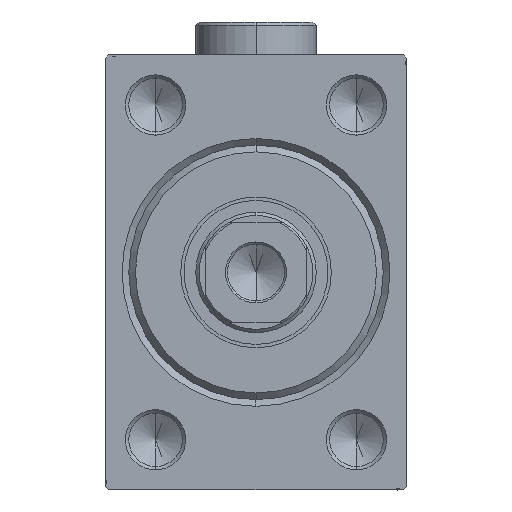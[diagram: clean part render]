
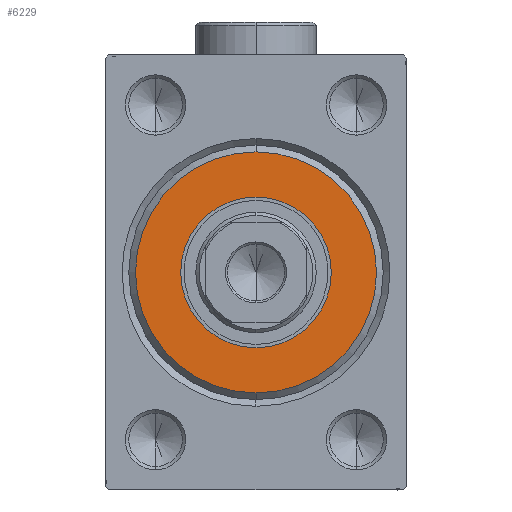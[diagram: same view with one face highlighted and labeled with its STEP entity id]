
A CAD part, left-side view. The second image highlights one B-rep face of the part: STEP entity #6229.
In plain terms, the highlighted face is planar.
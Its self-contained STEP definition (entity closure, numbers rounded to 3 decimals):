
#1581 = EDGE_CURVE ( 'NONE', #6507, #14396, #39738, .T. ) ;
#2839 = EDGE_CURVE ( 'NONE', #22288, #37226, #19921, .T. ) ;
#3142 = ORIENTED_EDGE ( 'NONE', *, *, #2839, .F. ) ;
#3346 = CARTESIAN_POINT ( 'NONE',  ( 3., 0., -18. ) ) ;
#6229 = ADVANCED_FACE ( 'NONE', ( #37606, #34384 ), #31123, .T. ) ;
#6507 = VERTEX_POINT ( 'NONE', #3346 ) ;
#8994 = DIRECTION ( 'NONE',  ( 0., 0., -1. ) ) ;
#10182 = CARTESIAN_POINT ( 'NONE',  ( 3., 0., 18. ) ) ;
#10363 = DIRECTION ( 'NONE',  ( 1., 0., 0. ) ) ;
#10780 = CIRCLE ( 'NONE', #16687, 18. ) ;
#13250 = AXIS2_PLACEMENT_3D ( 'NONE', #30194, #33890, #8994 ) ;
#13631 = AXIS2_PLACEMENT_3D ( 'NONE', #19559, #27358, #19324 ) ;
#14396 = VERTEX_POINT ( 'NONE', #10182 ) ;
#16687 = AXIS2_PLACEMENT_3D ( 'NONE', #18974, #22662, #36947 ) ;
#17630 = EDGE_LOOP ( 'NONE', ( #21102, #19702 ) ) ;
#18974 = CARTESIAN_POINT ( 'NONE',  ( 3., 0., 0. ) ) ;
#19324 = DIRECTION ( 'NONE',  ( 0., 0., -1. ) ) ;
#19559 = CARTESIAN_POINT ( 'NONE',  ( 3., 0., 0. ) ) ;
#19702 = ORIENTED_EDGE ( 'NONE', *, *, #1581, .T. ) ;
#19921 = CIRCLE ( 'NONE', #37581, 11.25 ) ;
#20097 = CARTESIAN_POINT ( 'NONE',  ( 3., 0., 0. ) ) ;
#21102 = ORIENTED_EDGE ( 'NONE', *, *, #41655, .T. ) ;
#22033 = DIRECTION ( 'NONE',  ( 1., 0., 0. ) ) ;
#22288 = VERTEX_POINT ( 'NONE', #29010 ) ;
#22662 = DIRECTION ( 'NONE',  ( 1., 0., 0. ) ) ;
#25957 = CARTESIAN_POINT ( 'NONE',  ( 3., 0., 11.25 ) ) ;
#27358 = DIRECTION ( 'NONE',  ( 1., 0., 0. ) ) ;
#29010 = CARTESIAN_POINT ( 'NONE',  ( 3., 0., -11.25 ) ) ;
#29181 = DIRECTION ( 'NONE',  ( 0., 0., -1. ) ) ;
#30194 = CARTESIAN_POINT ( 'NONE',  ( 3., 0., 0. ) ) ;
#31123 = PLANE ( 'NONE',  #40641 ) ;
#32632 = CARTESIAN_POINT ( 'NONE',  ( 3., 0., 0. ) ) ;
#33890 = DIRECTION ( 'NONE',  ( 1., 0., 0. ) ) ;
#34384 = FACE_BOUND ( 'NONE', #44156, .T. ) ;
#36947 = DIRECTION ( 'NONE',  ( 0., 0., -1. ) ) ;
#37226 = VERTEX_POINT ( 'NONE', #25957 ) ;
#37581 = AXIS2_PLACEMENT_3D ( 'NONE', #32632, #22033, #29181 ) ;
#37606 = FACE_OUTER_BOUND ( 'NONE', #17630, .T. ) ;
#37832 = DIRECTION ( 'NONE',  ( 0., 0., -1. ) ) ;
#38173 = ORIENTED_EDGE ( 'NONE', *, *, #42281, .F. ) ;
#39738 = CIRCLE ( 'NONE', #13250, 18. ) ;
#40641 = AXIS2_PLACEMENT_3D ( 'NONE', #20097, #10363, #37832 ) ;
#41655 = EDGE_CURVE ( 'NONE', #14396, #6507, #10780, .T. ) ;
#42281 = EDGE_CURVE ( 'NONE', #37226, #22288, #43868, .T. ) ;
#43868 = CIRCLE ( 'NONE', #13631, 11.25 ) ;
#44156 = EDGE_LOOP ( 'NONE', ( #3142, #38173 ) ) ;
